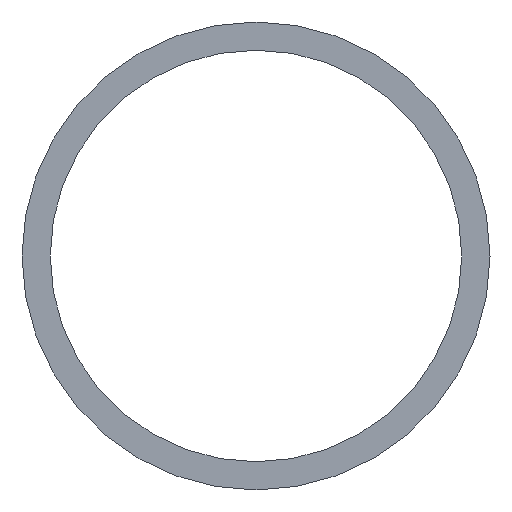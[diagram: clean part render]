
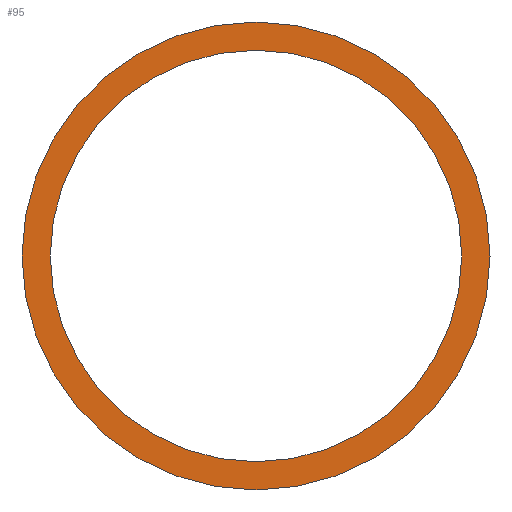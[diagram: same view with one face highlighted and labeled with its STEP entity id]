
A CAD part, left-side view. The second image highlights one B-rep face of the part: STEP entity #95.
In plain terms, the highlighted planar face has unit normal (-1, 0, 0).
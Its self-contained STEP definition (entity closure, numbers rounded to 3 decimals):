
#59 = VERTEX_POINT( '', #131 );
#63 = EDGE_CURVE( '', #59, #87, #135, .T. );
#73 = EDGE_CURVE( '', #83, #99, #147, .T. );
#83 = VERTEX_POINT( '', #158 );
#87 = VERTEX_POINT( '', #162 );
#93 = EDGE_CURVE( '', #99, #83, #169, .T. );
#95 = ADVANCED_FACE( '', ( #171, #172 ), #173, .F. );
#99 = VERTEX_POINT( '', #177 );
#101 = EDGE_CURVE( '', #87, #59, #179, .T. );
#131 = CARTESIAN_POINT( '', ( 0., 0., 31.5 ) );
#135 = CIRCLE( '', #208, 31.5 );
#147 = CIRCLE( '', #223, 27.7 );
#158 = CARTESIAN_POINT( '', ( 0., 0., -27.7 ) );
#162 = CARTESIAN_POINT( '', ( 0., 0., -31.5 ) );
#169 = CIRCLE( '', #250, 27.7 );
#171 = FACE_OUTER_BOUND( '', #252, .T. );
#172 = FACE_BOUND( '', #253, .T. );
#173 = PLANE( '', #254 );
#177 = CARTESIAN_POINT( '', ( 0., 0., 27.7 ) );
#179 = CIRCLE( '', #262, 31.5 );
#208 = AXIS2_PLACEMENT_3D( '', #281, #282, #283 );
#223 = AXIS2_PLACEMENT_3D( '', #301, #302, #303 );
#250 = AXIS2_PLACEMENT_3D( '', #326, #327, #328 );
#252 = EDGE_LOOP( '', ( #330, #331 ) );
#253 = EDGE_LOOP( '', ( #332, #333 ) );
#254 = AXIS2_PLACEMENT_3D( '', #334, #335, #336 );
#262 = AXIS2_PLACEMENT_3D( '', #340, #341, #342 );
#281 = CARTESIAN_POINT( '', ( 0., 0., 0. ) );
#282 = DIRECTION( '', ( 1., 0., 0. ) );
#283 = DIRECTION( '', ( 0., 0., -1. ) );
#301 = CARTESIAN_POINT( '', ( 0., 0., 0. ) );
#302 = DIRECTION( '', ( 1., 0., 0. ) );
#303 = DIRECTION( '', ( 0., 0., -1. ) );
#326 = CARTESIAN_POINT( '', ( 0., 0., 0. ) );
#327 = DIRECTION( '', ( 1., 0., 0. ) );
#328 = DIRECTION( '', ( 0., 0., -1. ) );
#330 = ORIENTED_EDGE( '', *, *, #101, .F. );
#331 = ORIENTED_EDGE( '', *, *, #63, .F. );
#332 = ORIENTED_EDGE( '', *, *, #73, .T. );
#333 = ORIENTED_EDGE( '', *, *, #93, .T. );
#334 = CARTESIAN_POINT( '', ( 0., 0., 0. ) );
#335 = DIRECTION( '', ( 1., 0., 0. ) );
#336 = DIRECTION( '', ( 0., 0., -1. ) );
#340 = CARTESIAN_POINT( '', ( 0., 0., 0. ) );
#341 = DIRECTION( '', ( 1., 0., 0. ) );
#342 = DIRECTION( '', ( 0., 0., -1. ) );
